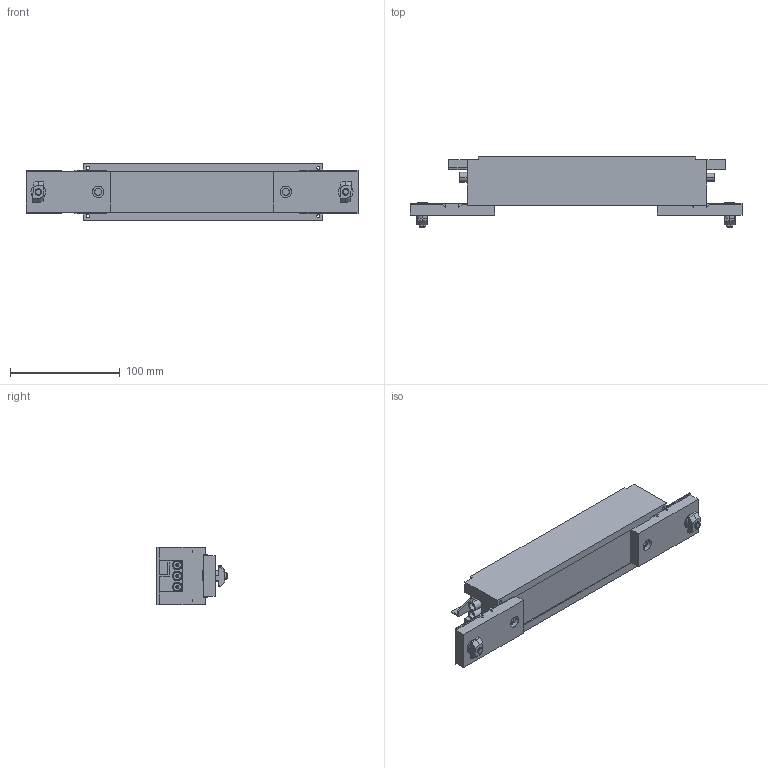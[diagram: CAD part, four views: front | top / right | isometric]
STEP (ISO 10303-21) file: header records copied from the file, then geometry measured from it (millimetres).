
FILE_DESCRIPTION (( 'STEP AP203' ), '1' );
FILE_NAME ('406539842_c_1.STEP', '2022-11-11T14:36:29', ( '' ), ( '' ), 'SwSTEP 2.0', 'SolidWorks 2014', '' );
FILE_SCHEMA (( 'CONFIG_CONTROL_DESIGN' ));
Length unit declared in the file: millimetre
Products named in the file (6): DIN 912 - M6 x 1 x 16 x 13,5; Syskomp 412536604 Hammermutter N10 M6 ES; Syskomp 406539800 Halteset,LE02; Syskomp 406539842 Steckdosenleiste; 406539842_c_1; Syskomp 406539800 Halteset, LE 02
Assembly tree (6 placements, depth 3):
  406539842_c_1
    Syskomp 406539800 Halteset, LE 02  x2
      Syskomp 406539800 Halteset,LE02
      Syskomp 412536604 Hammermutter N10 M6 ES
      DIN 912 - M6 x 1 x 16 x 13,5
    Syskomp 406539842 Steckdosenleiste
Bounding box: 302.47 x 63.8 x 52 mm (x, y, z)
Volume: 466656 mm3; surface area: 88683.1 mm2
Topology: 7 solids, 7 shells, 368 faces, 920 edges, 600 vertices
Faces by surface type: plane 222, cylinder 120, cone 12, bspline 8, torus 6
Entity records: 9082 total; most frequent: CARTESIAN_POINT 1646, DIRECTION 1461, ORIENTED_EDGE 1370, EDGE_CURVE 685, AXIS2_PLACEMENT_3D 513, VERTEX_POINT 449, VECTOR 435, LINE 435
